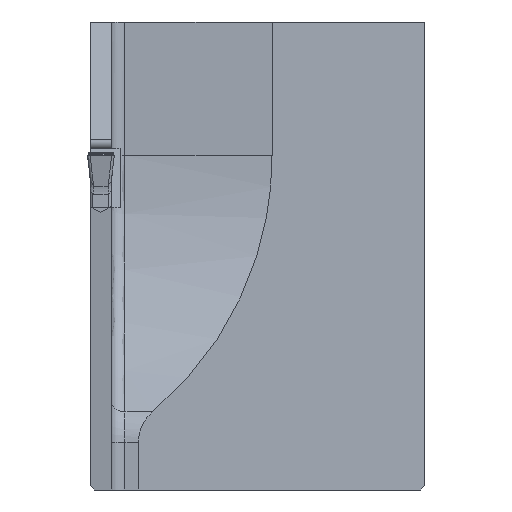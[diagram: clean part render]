
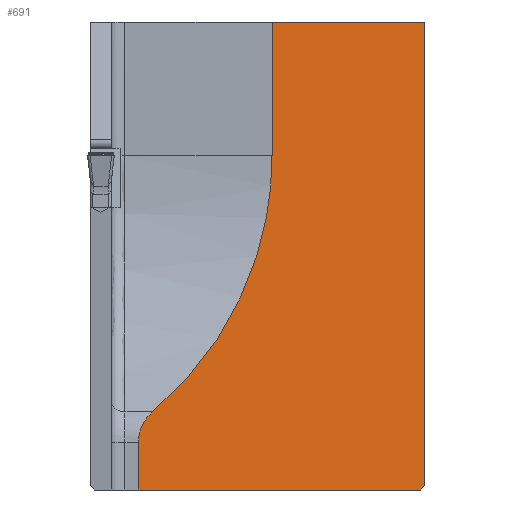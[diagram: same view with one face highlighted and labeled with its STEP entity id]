
A CAD part, left-side view. The second image highlights one B-rep face of the part: STEP entity #691.
In plain terms, the highlighted planar face has unit normal (-0.707, -0.707, 0).
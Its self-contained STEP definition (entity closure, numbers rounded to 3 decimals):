
#643=ELLIPSE('',#2341,4.243,3.);
#644=ELLIPSE('',#2344,35.355,25.);
#691=ADVANCED_FACE('',(#847),#792,.F.);
#792=PLANE('',#2357);
#847=FACE_OUTER_BOUND('',#954,.T.);
#954=EDGE_LOOP('',(#1214,#1215,#1216,#1217,#1218,#1219,#1220,#1221));
#1214=ORIENTED_EDGE('',*,*,#1845,.F.);
#1215=ORIENTED_EDGE('',*,*,#1843,.F.);
#1216=ORIENTED_EDGE('',*,*,#1840,.F.);
#1217=ORIENTED_EDGE('',*,*,#1847,.F.);
#1218=ORIENTED_EDGE('',*,*,#1792,.F.);
#1219=ORIENTED_EDGE('',*,*,#1786,.F.);
#1220=ORIENTED_EDGE('',*,*,#1802,.F.);
#1221=ORIENTED_EDGE('',*,*,#1835,.F.);
#1621=VERTEX_POINT('',#2893);
#1623=VERTEX_POINT('',#2897);
#1628=VERTEX_POINT('',#2911);
#1636=VERTEX_POINT('',#2930);
#1651=VERTEX_POINT('',#2991);
#1652=VERTEX_POINT('',#2996);
#1655=VERTEX_POINT('',#3001);
#1656=VERTEX_POINT('',#3005);
#1786=EDGE_CURVE('',#1623,#1621,#2049,.T.);
#1792=EDGE_CURVE('',#1621,#1628,#2055,.T.);
#1802=EDGE_CURVE('',#1636,#1623,#2064,.T.);
#1835=EDGE_CURVE('',#1651,#1636,#2091,.T.);
#1840=EDGE_CURVE('',#1655,#1652,#643,.T.);
#1843=EDGE_CURVE('',#1652,#1656,#644,.T.);
#1845=EDGE_CURVE('',#1656,#1651,#2097,.T.);
#1847=EDGE_CURVE('',#1628,#1655,#2099,.T.);
#2049=LINE('',#2898,#2187);
#2055=LINE('',#2910,#2193);
#2064=LINE('',#2931,#2202);
#2091=LINE('',#2992,#2229);
#2097=LINE('',#3011,#2235);
#2099=LINE('',#3014,#2237);
#2187=VECTOR('',#2476,1.);
#2193=VECTOR('',#2486,1.);
#2202=VECTOR('',#2501,1.);
#2229=VECTOR('',#2566,1.);
#2235=VECTOR('',#2586,1.);
#2237=VECTOR('',#2590,1.);
#2341=AXIS2_PLACEMENT_3D('',#3002,#2574,#2575);
#2344=AXIS2_PLACEMENT_3D('',#3008,#2581,#2582);
#2357=AXIS2_PLACEMENT_3D('',#3042,#2612,#2613);
#2476=DIRECTION('',(-0.577,0.577,-0.577));
#2486=DIRECTION('',(-0.707,0.707,0.));
#2501=DIRECTION('',(0.,0.,-1.));
#2566=DIRECTION('',(0.707,-0.707,0.));
#2574=DIRECTION('',(0.707,0.707,0.));
#2575=DIRECTION('',(-0.707,0.707,0.));
#2581=DIRECTION('',(-0.707,-0.707,0.));
#2582=DIRECTION('',(-0.707,0.707,0.));
#2586=DIRECTION('',(0.,0.,1.));
#2590=DIRECTION('',(0.,0.,1.));
#2612=DIRECTION('',(0.707,0.707,0.));
#2613=DIRECTION('',(0.707,-0.707,0.));
#2893=CARTESIAN_POINT('',(27.1,-24.7,-25.));
#2897=CARTESIAN_POINT('',(27.4,-25.,-24.7));
#2898=CARTESIAN_POINT('',(11.367,-8.967,-40.733));
#2910=CARTESIAN_POINT('',(6.,-3.6,-25.));
#2911=CARTESIAN_POINT('',(6.,-3.6,-25.));
#2930=CARTESIAN_POINT('',(27.4,-25.,10.));
#2931=CARTESIAN_POINT('',(27.4,-25.,-30.));
#2991=CARTESIAN_POINT('',(16.,-13.6,10.));
#2992=CARTESIAN_POINT('',(6.,-3.6,10.));
#2996=CARTESIAN_POINT('',(7.071,-4.671,-19.15));
#3001=CARTESIAN_POINT('',(6.,-3.6,-21.448));
#3002=CARTESIAN_POINT('',(9.,-6.6,-21.448));
#3005=CARTESIAN_POINT('',(16.,-13.6,0.));
#3008=CARTESIAN_POINT('',(-9.,11.4,0.));
#3011=CARTESIAN_POINT('',(16.,-13.6,-30.));
#3014=CARTESIAN_POINT('',(6.,-3.6,-30.));
#3042=CARTESIAN_POINT('',(6.,-3.6,-30.));
